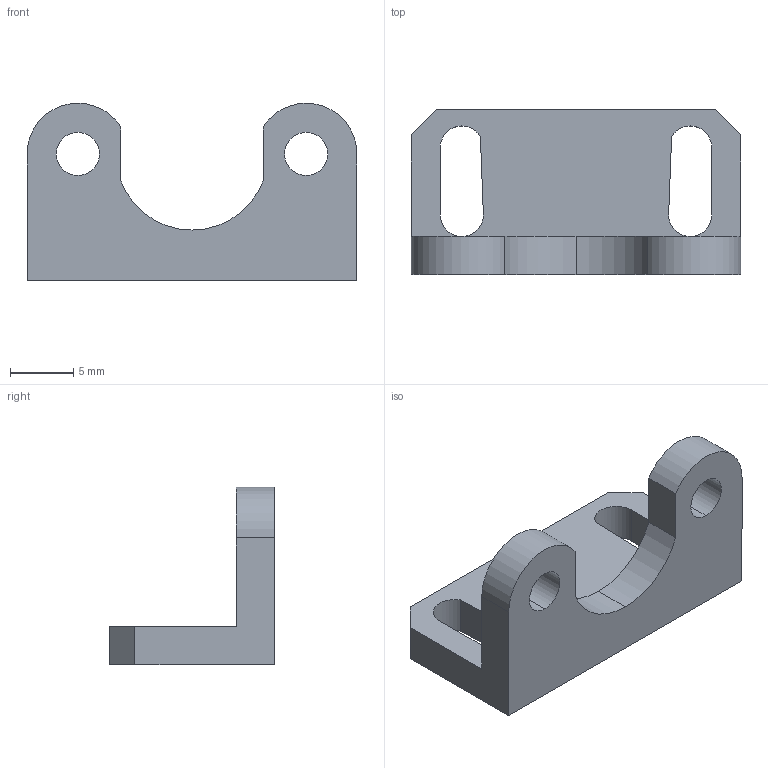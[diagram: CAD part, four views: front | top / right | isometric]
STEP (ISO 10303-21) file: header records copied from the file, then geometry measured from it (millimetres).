
FILE_DESCRIPTION (( 'STEP AP214' ), '1' );
FILE_NAME ('BLTouch mount for V2.STEP', '2020-06-20T00:01:22', ( '' ), ( '' ), 'SwSTEP 2.0', 'SolidWorks 2018', '' );
FILE_SCHEMA (( 'AUTOMOTIVE_DESIGN' ));
Length unit declared in the file: millimetre
Products named in the file (1): BLTouch mount for V2
Bounding box: 26 x 13 x 14 mm (x, y, z)
Volume: 1314.1 mm3; surface area: 1389.5 mm2
Topology: 1 solids, 1 shells, 27 faces, 79 edges, 52 vertices
Faces by surface type: plane 15, cylinder 12
Entity records: 953 total; most frequent: DIRECTION 161, CARTESIAN_POINT 159, ORIENTED_EDGE 158, EDGE_CURVE 79, AXIS2_PLACEMENT_3D 54, VECTOR 53, LINE 53, VERTEX_POINT 52
